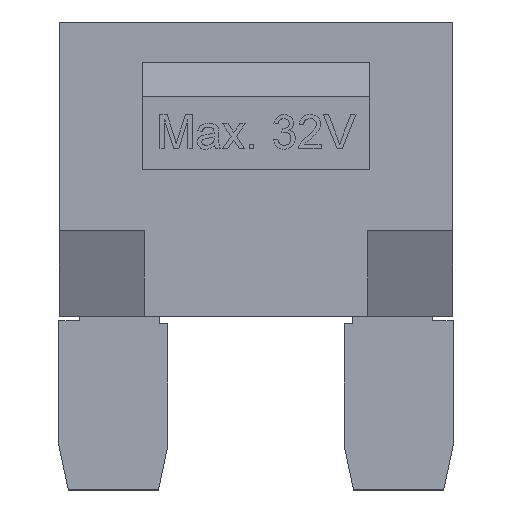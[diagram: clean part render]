
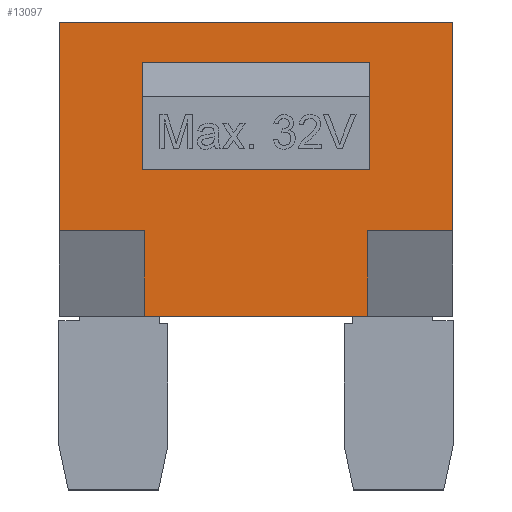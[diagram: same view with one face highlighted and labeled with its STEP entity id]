
A CAD part, top view. The second image highlights one B-rep face of the part: STEP entity #13097.
In plain terms, the highlighted planar face has unit normal (0, 0, 1).
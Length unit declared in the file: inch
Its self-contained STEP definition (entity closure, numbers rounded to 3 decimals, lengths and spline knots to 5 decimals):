
#58 = EDGE_CURVE ( 'NONE', #6258, #5609, #11718, .T. ) ;
#174 = FACE_BOUND ( 'NONE', #18729, .T. ) ;
#268 = EDGE_LOOP ( 'NONE', ( #21332, #19921, #12363, #3916, #7599, #18048, #289, #16420 ) ) ;
#289 = ORIENTED_EDGE ( 'NONE', *, *, #58, .T. ) ;
#371 = LINE ( 'NONE', #9369, #13020 ) ;
#573 = EDGE_CURVE ( 'NONE', #9828, #3310, #371, .T. ) ;
#977 = DIRECTION ( 'NONE',  ( 1., 0., 0. ) ) ;
#1333 = VECTOR ( 'NONE', #2355, 39.37008 ) ;
#1467 = CARTESIAN_POINT ( 'NONE',  ( -0.3335, 0.2765, 0.167 ) ) ;
#1515 = CARTESIAN_POINT ( 'NONE',  ( 0., 0., 0.167 ) ) ;
#1802 = ORIENTED_EDGE ( 'NONE', *, *, #12955, .F. ) ;
#2273 = VECTOR ( 'NONE', #6053, 39.37008 ) ;
#2355 = DIRECTION ( 'NONE',  ( 0., 1., 0. ) ) ;
#2582 = VECTOR ( 'NONE', #5085, 39.37008 ) ;
#2604 = CARTESIAN_POINT ( 'NONE',  ( -0.3335, 0.2765, 0.167 ) ) ;
#2615 = CARTESIAN_POINT ( 'NONE',  ( -0.578, 0.7085, 0.167 ) ) ;
#2657 = CARTESIAN_POINT ( 'NONE',  ( 0.578, 0.7085, 0.167 ) ) ;
#3041 = VERTEX_POINT ( 'NONE', #15345 ) ;
#3188 = DIRECTION ( 'NONE',  ( 0., 0., -1. ) ) ;
#3310 = VERTEX_POINT ( 'NONE', #15629 ) ;
#3593 = CARTESIAN_POINT ( 'NONE',  ( -0.578, -0.1545, 0.167 ) ) ;
#3681 = CARTESIAN_POINT ( 'NONE',  ( -0.328, 0.0955, 0.167 ) ) ;
#3916 = ORIENTED_EDGE ( 'NONE', *, *, #573, .T. ) ;
#4409 = CARTESIAN_POINT ( 'NONE',  ( -0.578, 0.7085, 0.167 ) ) ;
#4411 = DIRECTION ( 'NONE',  ( 0., 1., 0. ) ) ;
#4431 = VECTOR ( 'NONE', #21804, 39.37008 ) ;
#4462 = EDGE_CURVE ( 'NONE', #7843, #9483, #12842, .T. ) ;
#4816 = PLANE ( 'NONE',  #13761 ) ;
#5085 = DIRECTION ( 'NONE',  ( 1., 0., 0. ) ) ;
#5256 = VECTOR ( 'NONE', #7417, 39.37008 ) ;
#5299 = VERTEX_POINT ( 'NONE', #9157 ) ;
#5609 = VERTEX_POINT ( 'NONE', #12980 ) ;
#5694 = LINE ( 'NONE', #10920, #14111 ) ;
#5725 = CARTESIAN_POINT ( 'NONE',  ( -0.578, 0.7085, 0.167 ) ) ;
#5728 = CARTESIAN_POINT ( 'NONE',  ( 0.328, 0.0955, 0.167 ) ) ;
#5782 = VECTOR ( 'NONE', #19571, 39.37008 ) ;
#6053 = DIRECTION ( 'NONE',  ( 1., 0., 0. ) ) ;
#6258 = VERTEX_POINT ( 'NONE', #5725 ) ;
#6717 = ORIENTED_EDGE ( 'NONE', *, *, #10149, .F. ) ;
#6741 = LINE ( 'NONE', #2604, #2273 ) ;
#7378 = EDGE_CURVE ( 'NONE', #16439, #5609, #7505, .T. ) ;
#7417 = DIRECTION ( 'NONE',  ( 0., 1., 0. ) ) ;
#7505 = LINE ( 'NONE', #8815, #12000 ) ;
#7599 = ORIENTED_EDGE ( 'NONE', *, *, #15112, .T. ) ;
#7843 = VERTEX_POINT ( 'NONE', #20285 ) ;
#8413 = EDGE_CURVE ( 'NONE', #9483, #5299, #13722, .T. ) ;
#8815 = CARTESIAN_POINT ( 'NONE',  ( -0.328, 0.0955, 0.167 ) ) ;
#9002 = CARTESIAN_POINT ( 'NONE',  ( -0.3335, 0.5885, 0.167 ) ) ;
#9125 = FACE_OUTER_BOUND ( 'NONE', #268, .T. ) ;
#9157 = CARTESIAN_POINT ( 'NONE',  ( 0.3335, 0.5885, 0.167 ) ) ;
#9369 = CARTESIAN_POINT ( 'NONE',  ( 0.328, 0.0955, 0.167 ) ) ;
#9483 = VERTEX_POINT ( 'NONE', #13359 ) ;
#9589 = ORIENTED_EDGE ( 'NONE', *, *, #4462, .T. ) ;
#9819 = VECTOR ( 'NONE', #17526, 39.37008 ) ;
#9828 = VERTEX_POINT ( 'NONE', #14531 ) ;
#10149 = EDGE_CURVE ( 'NONE', #10188, #5299, #18701, .T. ) ;
#10153 = EDGE_CURVE ( 'NONE', #3041, #9828, #14739, .T. ) ;
#10188 = VERTEX_POINT ( 'NONE', #19293 ) ;
#10920 = CARTESIAN_POINT ( 'NONE',  ( -0.328, 0.7085, 0.167 ) ) ;
#11603 = VERTEX_POINT ( 'NONE', #14550 ) ;
#11718 = LINE ( 'NONE', #2615, #16721 ) ;
#12000 = VECTOR ( 'NONE', #15582, 39.37008 ) ;
#12363 = ORIENTED_EDGE ( 'NONE', *, *, #10153, .T. ) ;
#12580 = DIRECTION ( 'NONE',  ( 0., -1., 0. ) ) ;
#12842 = LINE ( 'NONE', #1467, #4431 ) ;
#12955 = EDGE_CURVE ( 'NONE', #7843, #10188, #6741, .T. ) ;
#12980 = CARTESIAN_POINT ( 'NONE',  ( -0.578, 0.0955, 0.167 ) ) ;
#13020 = VECTOR ( 'NONE', #977, 39.37008 ) ;
#13097 = ADVANCED_FACE ( 'NONE', ( #9125, #174 ), #4816, .F. ) ;
#13251 = LINE ( 'NONE', #2657, #15632 ) ;
#13359 = CARTESIAN_POINT ( 'NONE',  ( -0.3335, 0.5885, 0.167 ) ) ;
#13704 = ORIENTED_EDGE ( 'NONE', *, *, #8413, .T. ) ;
#13722 = LINE ( 'NONE', #9002, #9819 ) ;
#13761 = AXIS2_PLACEMENT_3D ( 'NONE', #1515, #3188, #14956 ) ;
#14111 = VECTOR ( 'NONE', #12580, 39.37008 ) ;
#14115 = CARTESIAN_POINT ( 'NONE',  ( 0.3335, 0.2765, 0.167 ) ) ;
#14368 = DIRECTION ( 'NONE',  ( 0., -1., 0. ) ) ;
#14531 = CARTESIAN_POINT ( 'NONE',  ( 0.328, 0.0955, 0.167 ) ) ;
#14550 = CARTESIAN_POINT ( 'NONE',  ( 0.578, 0.7085, 0.167 ) ) ;
#14739 = LINE ( 'NONE', #5728, #5256 ) ;
#14956 = DIRECTION ( 'NONE',  ( 1., 0., 0. ) ) ;
#15112 = EDGE_CURVE ( 'NONE', #3310, #11603, #13251, .T. ) ;
#15345 = CARTESIAN_POINT ( 'NONE',  ( 0.328, -0.1545, 0.167 ) ) ;
#15582 = DIRECTION ( 'NONE',  ( -1., 0., 0. ) ) ;
#15629 = CARTESIAN_POINT ( 'NONE',  ( 0.578, 0.0955, 0.167 ) ) ;
#15632 = VECTOR ( 'NONE', #4411, 39.37008 ) ;
#16420 = ORIENTED_EDGE ( 'NONE', *, *, #7378, .F. ) ;
#16439 = VERTEX_POINT ( 'NONE', #3681 ) ;
#16469 = VERTEX_POINT ( 'NONE', #17288 ) ;
#16721 = VECTOR ( 'NONE', #14368, 39.37008 ) ;
#17288 = CARTESIAN_POINT ( 'NONE',  ( -0.328, -0.1545, 0.167 ) ) ;
#17526 = DIRECTION ( 'NONE',  ( 1., 0., 0. ) ) ;
#17946 = EDGE_CURVE ( 'NONE', #11603, #6258, #19221, .T. ) ;
#18048 = ORIENTED_EDGE ( 'NONE', *, *, #17946, .T. ) ;
#18701 = LINE ( 'NONE', #14115, #1333 ) ;
#18729 = EDGE_LOOP ( 'NONE', ( #9589, #13704, #6717, #1802 ) ) ;
#19221 = LINE ( 'NONE', #4409, #5782 ) ;
#19293 = CARTESIAN_POINT ( 'NONE',  ( 0.3335, 0.2765, 0.167 ) ) ;
#19420 = EDGE_CURVE ( 'NONE', #16469, #3041, #19962, .T. ) ;
#19571 = DIRECTION ( 'NONE',  ( -1., 0., 0. ) ) ;
#19921 = ORIENTED_EDGE ( 'NONE', *, *, #19420, .T. ) ;
#19962 = LINE ( 'NONE', #3593, #2582 ) ;
#20285 = CARTESIAN_POINT ( 'NONE',  ( -0.3335, 0.2765, 0.167 ) ) ;
#20439 = EDGE_CURVE ( 'NONE', #16439, #16469, #5694, .T. ) ;
#21332 = ORIENTED_EDGE ( 'NONE', *, *, #20439, .T. ) ;
#21804 = DIRECTION ( 'NONE',  ( 0., 1., 0. ) ) ;
